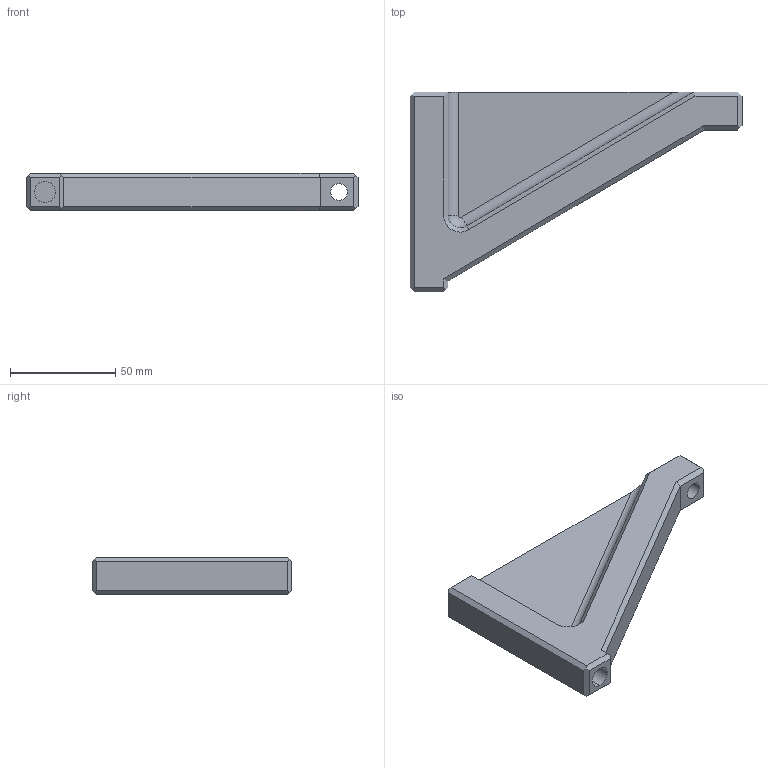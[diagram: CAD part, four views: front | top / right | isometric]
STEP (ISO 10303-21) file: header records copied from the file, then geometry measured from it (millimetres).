
FILE_DESCRIPTION (( 'STEP AP203' ), '1' );
FILE_NAME ('TRIANGLE SUPEPIEUR.STEP', '2024-01-16T20:28:38', ( '' ), ( '' ), 'SwSTEP 2.0', 'SolidWorks 2018', '' );
FILE_SCHEMA (( 'CONFIG_CONTROL_DESIGN' ));
Length unit declared in the file: millimetre
Products named in the file (1): TRIANGLE SUPEPIEUR
Bounding box: 158 x 95 x 18 mm (x, y, z)
Volume: 94598.9 mm3; surface area: 26103.8 mm2
Topology: 1 solids, 1 shells, 52 faces, 132 edges, 84 vertices
Faces by surface type: plane 38, cylinder 10, torus 2, cone 2
Entity records: 1625 total; most frequent: CARTESIAN_POINT 275, ORIENTED_EDGE 264, DIRECTION 260, EDGE_CURVE 132, LINE 106, VECTOR 106, VERTEX_POINT 84, AXIS2_PLACEMENT_3D 77
